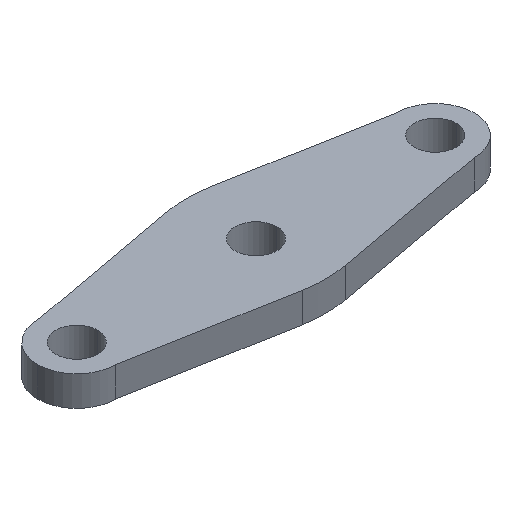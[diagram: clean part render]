
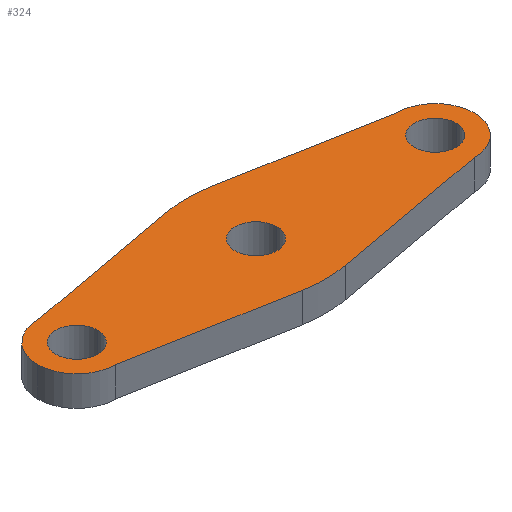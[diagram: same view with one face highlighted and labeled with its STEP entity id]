
A CAD part, isometric view. The second image highlights one B-rep face of the part: STEP entity #324.
In plain terms, the highlighted planar face has unit normal (0, 0, 1).
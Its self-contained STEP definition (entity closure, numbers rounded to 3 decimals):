
#1 = AXIS2_PLACEMENT_3D ( 'NONE', #73, #79, #317 ) ;
#4 = CARTESIAN_POINT ( 'NONE',  ( -15., 0., 2.5 ) ) ;
#7 = CARTESIAN_POINT ( 'NONE',  ( -15., -3.25, 2.5 ) ) ;
#11 = VERTEX_POINT ( 'NONE', #471 ) ;
#13 = CIRCLE ( 'NONE', #30, 3.25 ) ;
#30 = AXIS2_PLACEMENT_3D ( 'NONE', #4, #40, #630 ) ;
#34 = CARTESIAN_POINT ( 'NONE',  ( -1.803, 5.669, 2.5 ) ) ;
#36 = AXIS2_PLACEMENT_3D ( 'NONE', #563, #559, #455 ) ;
#37 = CIRCLE ( 'NONE', #396, 1.75 ) ;
#40 = DIRECTION ( 'NONE',  ( 0., 0., 1. ) ) ;
#42 = VERTEX_POINT ( 'NONE', #309 ) ;
#47 = DIRECTION ( 'NONE',  ( 1., 0., 0. ) ) ;
#50 = CIRCLE ( 'NONE', #36, 3.25 ) ;
#52 = LINE ( 'NONE', #247, #282 ) ;
#54 = DIRECTION ( 'NONE',  ( 0.984, 0.18, 0. ) ) ;
#57 = ORIENTED_EDGE ( 'NONE', *, *, #505, .F. ) ;
#58 = DIRECTION ( 'NONE',  ( 0., 0., 1. ) ) ;
#70 = CARTESIAN_POINT ( 'NONE',  ( 13.25, 0., 2.5 ) ) ;
#73 = CARTESIAN_POINT ( 'NONE',  ( -15., 0., 2.5 ) ) ;
#79 = DIRECTION ( 'NONE',  ( 0., 0., 1. ) ) ;
#81 = CIRCLE ( 'NONE', #270, 3.25 ) ;
#85 = EDGE_CURVE ( 'NONE', #199, #516, #50, .T. ) ;
#96 = ORIENTED_EDGE ( 'NONE', *, *, #362, .T. ) ;
#97 = CARTESIAN_POINT ( 'NONE',  ( 1.064, 5.805, 2.5 ) ) ;
#102 = DIRECTION ( 'NONE',  ( 0., 0., 1. ) ) ;
#103 = DIRECTION ( 'NONE',  ( 0., 0., 1. ) ) ;
#114 = EDGE_CURVE ( 'NONE', #11, #624, #243, .T. ) ;
#117 = EDGE_LOOP ( 'NONE', ( #513, #214 ) ) ;
#124 = EDGE_CURVE ( 'NONE', #416, #353, #464, .T. ) ;
#133 = VECTOR ( 'NONE', #54, 1000. ) ;
#134 = DIRECTION ( 'NONE',  ( 1., 0., 0. ) ) ;
#142 = CARTESIAN_POINT ( 'NONE',  ( -15., 0., 2.5 ) ) ;
#144 = ORIENTED_EDGE ( 'NONE', *, *, #85, .T. ) ;
#145 = ORIENTED_EDGE ( 'NONE', *, *, #576, .F. ) ;
#151 = CARTESIAN_POINT ( 'NONE',  ( 1.064, -5.805, 2.5 ) ) ;
#153 = ORIENTED_EDGE ( 'NONE', *, *, #114, .T. ) ;
#177 = CIRCLE ( 'NONE', #570, 1.75 ) ;
#193 = FACE_OUTER_BOUND ( 'NONE', #611, .T. ) ;
#198 = VERTEX_POINT ( 'NONE', #533 ) ;
#199 = VERTEX_POINT ( 'NONE', #342 ) ;
#213 = DIRECTION ( 'NONE',  ( 0., 0., 1. ) ) ;
#214 = ORIENTED_EDGE ( 'NONE', *, *, #229, .F. ) ;
#215 = CARTESIAN_POINT ( 'NONE',  ( -13.25, 0., 2.5 ) ) ;
#226 = EDGE_CURVE ( 'NONE', #457, #377, #231, .T. ) ;
#229 = EDGE_CURVE ( 'NONE', #198, #506, #569, .T. ) ;
#231 = CIRCLE ( 'NONE', #593, 1.75 ) ;
#234 = CARTESIAN_POINT ( 'NONE',  ( 0., 4.167, 2.5 ) ) ;
#241 = DIRECTION ( 'NONE',  ( 0., 0., 1. ) ) ;
#243 = CIRCLE ( 'NONE', #426, 10. ) ;
#245 = DIRECTION ( 'NONE',  ( 1., 0., 0. ) ) ;
#247 = CARTESIAN_POINT ( 'NONE',  ( -1.064, 5.805, 2.5 ) ) ;
#256 = CARTESIAN_POINT ( 'NONE',  ( 0., 0., 2.5 ) ) ;
#259 = ORIENTED_EDGE ( 'NONE', *, *, #433, .F. ) ;
#265 = EDGE_CURVE ( 'NONE', #465, #416, #81, .T. ) ;
#267 = EDGE_LOOP ( 'NONE', ( #259, #582 ) ) ;
#270 = AXIS2_PLACEMENT_3D ( 'NONE', #142, #241, #490 ) ;
#272 = CARTESIAN_POINT ( 'NONE',  ( 15., 0., 2.5 ) ) ;
#280 = CARTESIAN_POINT ( 'NONE',  ( 15., 0., 2.5 ) ) ;
#282 = VECTOR ( 'NONE', #444, 1000. ) ;
#289 = ORIENTED_EDGE ( 'NONE', *, *, #311, .T. ) ;
#290 = DIRECTION ( 'NONE',  ( 0., 0., 1. ) ) ;
#297 = EDGE_CURVE ( 'NONE', #338, #465, #13, .T. ) ;
#298 = FACE_BOUND ( 'NONE', #117, .T. ) ;
#307 = CARTESIAN_POINT ( 'NONE',  ( -1.803, -5.669, 2.5 ) ) ;
#309 = CARTESIAN_POINT ( 'NONE',  ( -16.75, 0., 2.5 ) ) ;
#311 = EDGE_CURVE ( 'NONE', #353, #579, #369, .T. ) ;
#313 = DIRECTION ( 'NONE',  ( 1., 0., 0. ) ) ;
#314 = CARTESIAN_POINT ( 'NONE',  ( 0., 0., 2.5 ) ) ;
#317 = DIRECTION ( 'NONE',  ( 1., 0., 0. ) ) ;
#321 = CARTESIAN_POINT ( 'NONE',  ( 0., -4.167, 2.5 ) ) ;
#324 = ADVANCED_FACE ( 'NONE', ( #193, #628, #634, #298 ), #463, .T. ) ;
#326 = CIRCLE ( 'NONE', #428, 1.75 ) ;
#330 = CARTESIAN_POINT ( 'NONE',  ( 0., 0., 2.5 ) ) ;
#338 = VERTEX_POINT ( 'NONE', #558 ) ;
#342 = CARTESIAN_POINT ( 'NONE',  ( 15., -3.25, 2.5 ) ) ;
#353 = VERTEX_POINT ( 'NONE', #307 ) ;
#361 = DIRECTION ( 'NONE',  ( 1., 0., 0. ) ) ;
#362 = EDGE_CURVE ( 'NONE', #579, #199, #402, .T. ) ;
#369 = CIRCLE ( 'NONE', #534, 10. ) ;
#377 = VERTEX_POINT ( 'NONE', #407 ) ;
#388 = CARTESIAN_POINT ( 'NONE',  ( -18.25, 0., 2.5 ) ) ;
#396 = AXIS2_PLACEMENT_3D ( 'NONE', #256, #102, #313 ) ;
#399 = DIRECTION ( 'NONE',  ( 0.984, -0.18, 0. ) ) ;
#401 = CARTESIAN_POINT ( 'NONE',  ( 1.75, 0., 2.5 ) ) ;
#402 = LINE ( 'NONE', #151, #133 ) ;
#407 = CARTESIAN_POINT ( 'NONE',  ( -1.75, 0., 2.5 ) ) ;
#409 = VERTEX_POINT ( 'NONE', #215 ) ;
#412 = VECTOR ( 'NONE', #399, 1000. ) ;
#416 = VERTEX_POINT ( 'NONE', #7 ) ;
#421 = DIRECTION ( 'NONE',  ( 1., 0., 0. ) ) ;
#426 = AXIS2_PLACEMENT_3D ( 'NONE', #321, #447, #361 ) ;
#427 = EDGE_CURVE ( 'NONE', #42, #409, #326, .T. ) ;
#428 = AXIS2_PLACEMENT_3D ( 'NONE', #499, #58, #503 ) ;
#433 = EDGE_CURVE ( 'NONE', #377, #457, #37, .T. ) ;
#444 = DIRECTION ( 'NONE',  ( -0.984, -0.18, 0. ) ) ;
#447 = DIRECTION ( 'NONE',  ( 0., 0., 1. ) ) ;
#455 = DIRECTION ( 'NONE',  ( 1., 0., 0. ) ) ;
#457 = VERTEX_POINT ( 'NONE', #401 ) ;
#460 = ORIENTED_EDGE ( 'NONE', *, *, #427, .F. ) ;
#463 = PLANE ( 'NONE',  #575 ) ;
#464 = LINE ( 'NONE', #515, #412 ) ;
#465 = VERTEX_POINT ( 'NONE', #388 ) ;
#471 = CARTESIAN_POINT ( 'NONE',  ( 1.803, 5.669, 2.5 ) ) ;
#480 = DIRECTION ( 'NONE',  ( 0., 0., 1. ) ) ;
#486 = ORIENTED_EDGE ( 'NONE', *, *, #265, .T. ) ;
#490 = DIRECTION ( 'NONE',  ( 1., 0., 0. ) ) ;
#493 = VECTOR ( 'NONE', #514, 1000. ) ;
#495 = CARTESIAN_POINT ( 'NONE',  ( 15., 3.25, 2.5 ) ) ;
#499 = CARTESIAN_POINT ( 'NONE',  ( -15., 0., 2.5 ) ) ;
#503 = DIRECTION ( 'NONE',  ( 1., 0., 0. ) ) ;
#505 = EDGE_CURVE ( 'NONE', #11, #516, #507, .T. ) ;
#506 = VERTEX_POINT ( 'NONE', #70 ) ;
#507 = LINE ( 'NONE', #97, #493 ) ;
#513 = ORIENTED_EDGE ( 'NONE', *, *, #571, .F. ) ;
#514 = DIRECTION ( 'NONE',  ( 0.984, -0.18, 0. ) ) ;
#515 = CARTESIAN_POINT ( 'NONE',  ( -1.064, -5.805, 2.5 ) ) ;
#516 = VERTEX_POINT ( 'NONE', #495 ) ;
#517 = EDGE_CURVE ( 'NONE', #624, #338, #52, .T. ) ;
#525 = CIRCLE ( 'NONE', #1, 1.75 ) ;
#533 = CARTESIAN_POINT ( 'NONE',  ( 16.75, 0., 2.5 ) ) ;
#534 = AXIS2_PLACEMENT_3D ( 'NONE', #234, #538, #245 ) ;
#538 = DIRECTION ( 'NONE',  ( 0., 0., 1. ) ) ;
#542 = ORIENTED_EDGE ( 'NONE', *, *, #297, .T. ) ;
#545 = AXIS2_PLACEMENT_3D ( 'NONE', #280, #290, #47 ) ;
#546 = ORIENTED_EDGE ( 'NONE', *, *, #517, .T. ) ;
#551 = DIRECTION ( 'NONE',  ( 1., 0., 0. ) ) ;
#553 = EDGE_LOOP ( 'NONE', ( #460, #145 ) ) ;
#558 = CARTESIAN_POINT ( 'NONE',  ( -15., 3.25, 2.5 ) ) ;
#559 = DIRECTION ( 'NONE',  ( 0., 0., 1. ) ) ;
#563 = CARTESIAN_POINT ( 'NONE',  ( 15., 0., 2.5 ) ) ;
#569 = CIRCLE ( 'NONE', #545, 1.75 ) ;
#570 = AXIS2_PLACEMENT_3D ( 'NONE', #272, #213, #421 ) ;
#571 = EDGE_CURVE ( 'NONE', #506, #198, #177, .T. ) ;
#575 = AXIS2_PLACEMENT_3D ( 'NONE', #314, #103, #551 ) ;
#576 = EDGE_CURVE ( 'NONE', #409, #42, #525, .T. ) ;
#579 = VERTEX_POINT ( 'NONE', #609 ) ;
#582 = ORIENTED_EDGE ( 'NONE', *, *, #226, .F. ) ;
#593 = AXIS2_PLACEMENT_3D ( 'NONE', #330, #480, #134 ) ;
#595 = ORIENTED_EDGE ( 'NONE', *, *, #124, .T. ) ;
#609 = CARTESIAN_POINT ( 'NONE',  ( 1.803, -5.669, 2.5 ) ) ;
#611 = EDGE_LOOP ( 'NONE', ( #595, #289, #96, #144, #57, #153, #546, #542, #486 ) ) ;
#624 = VERTEX_POINT ( 'NONE', #34 ) ;
#628 = FACE_BOUND ( 'NONE', #267, .T. ) ;
#630 = DIRECTION ( 'NONE',  ( 1., 0., 0. ) ) ;
#634 = FACE_BOUND ( 'NONE', #553, .T. ) ;
